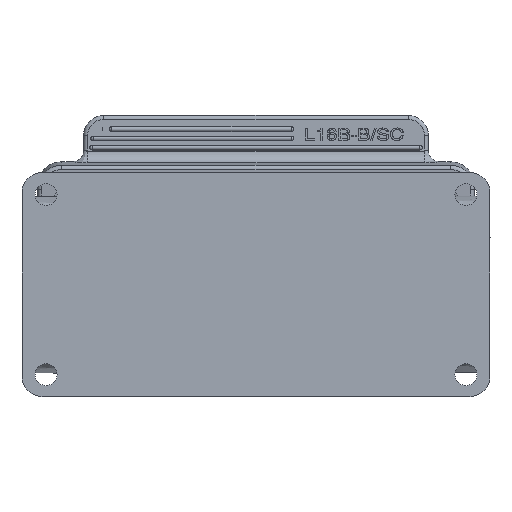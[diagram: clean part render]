
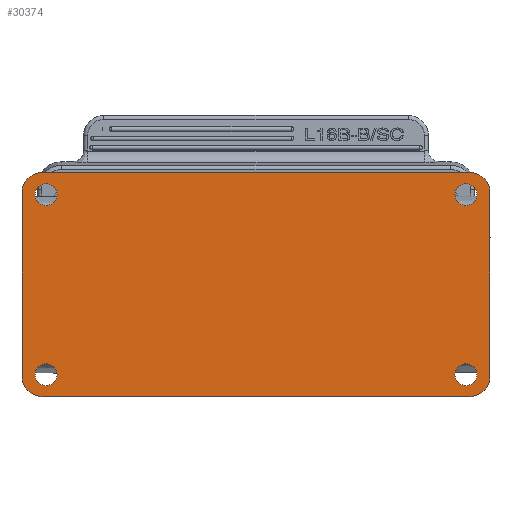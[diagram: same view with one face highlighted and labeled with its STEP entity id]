
A CAD part, front view. The second image highlights one B-rep face of the part: STEP entity #30374.
In plain terms, the highlighted planar face has unit normal (0, -1, 0).
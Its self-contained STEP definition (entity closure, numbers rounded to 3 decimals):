
#7356=DIRECTION('',(0.,0.,-1.));
#7357=VECTOR('',#7356,46.);
#7358=CARTESIAN_POINT('',(118.,0.,-5.));
#7359=LINE('',#7358,#7357);
#7360=CARTESIAN_POINT('',(113.,0.,-51.));
#7361=DIRECTION('',(0.,1.,0.));
#7362=DIRECTION('',(1.,0.,0.));
#7363=AXIS2_PLACEMENT_3D('',#7360,#7361,#7362);
#7365=CARTESIAN_POINT('',(6.,0.,-51.));
#7366=DIRECTION('',(0.,1.,0.));
#7367=DIRECTION('',(0.,0.,-1.));
#7368=AXIS2_PLACEMENT_3D('',#7365,#7366,#7367);
#7370=DIRECTION('',(0.,0.,1.));
#7371=VECTOR('',#7370,46.);
#7372=CARTESIAN_POINT('',(1.,0.,-51.));
#7373=LINE('',#7372,#7371);
#7374=CARTESIAN_POINT('',(6.,0.,-5.));
#7375=DIRECTION('',(0.,1.,0.));
#7376=DIRECTION('',(-1.,0.,0.));
#7377=AXIS2_PLACEMENT_3D('',#7374,#7375,#7376);
#7379=DIRECTION('',(1.,0.,0.));
#7380=VECTOR('',#7379,107.);
#7381=CARTESIAN_POINT('',(6.,0.,0.));
#7382=LINE('',#7381,#7380);
#7383=CARTESIAN_POINT('',(113.,0.,-5.));
#7384=DIRECTION('',(0.,1.,0.));
#7385=DIRECTION('',(0.,0.,1.));
#7386=AXIS2_PLACEMENT_3D('',#7383,#7384,#7385);
#7388=CARTESIAN_POINT('',(7.,0.,-5.5));
#7389=DIRECTION('',(0.,-1.,0.));
#7390=DIRECTION('',(0.,0.,1.));
#7391=AXIS2_PLACEMENT_3D('',#7388,#7389,#7390);
#7393=CARTESIAN_POINT('',(7.,0.,-5.5));
#7394=DIRECTION('',(0.,-1.,0.));
#7395=DIRECTION('',(0.,0.,-1.));
#7396=AXIS2_PLACEMENT_3D('',#7393,#7394,#7395);
#7398=CARTESIAN_POINT('',(7.,0.,-50.5));
#7399=DIRECTION('',(0.,-1.,0.));
#7400=DIRECTION('',(0.,0.,1.));
#7401=AXIS2_PLACEMENT_3D('',#7398,#7399,#7400);
#7403=CARTESIAN_POINT('',(7.,0.,-50.5));
#7404=DIRECTION('',(0.,-1.,0.));
#7405=DIRECTION('',(0.,0.,-1.));
#7406=AXIS2_PLACEMENT_3D('',#7403,#7404,#7405);
#7408=CARTESIAN_POINT('',(112.,0.,-50.5));
#7409=DIRECTION('',(0.,-1.,0.));
#7410=DIRECTION('',(0.,0.,1.));
#7411=AXIS2_PLACEMENT_3D('',#7408,#7409,#7410);
#7413=CARTESIAN_POINT('',(112.,0.,-50.5));
#7414=DIRECTION('',(0.,-1.,0.));
#7415=DIRECTION('',(0.,0.,-1.));
#7416=AXIS2_PLACEMENT_3D('',#7413,#7414,#7415);
#7418=CARTESIAN_POINT('',(112.,0.,-5.5));
#7419=DIRECTION('',(0.,-1.,0.));
#7420=DIRECTION('',(0.,0.,1.));
#7421=AXIS2_PLACEMENT_3D('',#7418,#7419,#7420);
#7423=CARTESIAN_POINT('',(112.,0.,-5.5));
#7424=DIRECTION('',(0.,-1.,0.));
#7425=DIRECTION('',(0.,0.,-1.));
#7426=AXIS2_PLACEMENT_3D('',#7423,#7424,#7425);
#7441=DIRECTION('',(1.,0.,0.));
#7442=VECTOR('',#7441,107.);
#7443=CARTESIAN_POINT('',(6.,0.,-56.));
#7444=LINE('',#7443,#7442);
#12971=CARTESIAN_POINT('',(113.,0.,0.));
#12973=VERTEX_POINT('',#12971);
#12975=CARTESIAN_POINT('',(118.,0.,-5.));
#12977=VERTEX_POINT('',#12975);
#13415=CARTESIAN_POINT('',(112.,0.,-2.75));
#13416=VERTEX_POINT('',#13415);
#13417=CARTESIAN_POINT('',(118.,0.,-51.));
#13418=VERTEX_POINT('',#13417);
#13419=CARTESIAN_POINT('',(113.,0.,-56.));
#13420=VERTEX_POINT('',#13419);
#13421=CARTESIAN_POINT('',(6.,0.,-56.));
#13422=VERTEX_POINT('',#13421);
#13423=CARTESIAN_POINT('',(1.,0.,-51.));
#13424=VERTEX_POINT('',#13423);
#13425=CARTESIAN_POINT('',(1.,0.,-5.));
#13426=VERTEX_POINT('',#13425);
#13427=CARTESIAN_POINT('',(6.,0.,0.));
#13428=VERTEX_POINT('',#13427);
#13429=CARTESIAN_POINT('',(7.,0.,-2.75));
#13430=CARTESIAN_POINT('',(7.,0.,-8.25));
#13431=VERTEX_POINT('',#13429);
#13432=VERTEX_POINT('',#13430);
#13433=CARTESIAN_POINT('',(7.,0.,-47.75));
#13434=CARTESIAN_POINT('',(7.,0.,-53.25));
#13435=VERTEX_POINT('',#13433);
#13436=VERTEX_POINT('',#13434);
#13437=CARTESIAN_POINT('',(112.,0.,-47.75));
#13438=CARTESIAN_POINT('',(112.,0.,-53.25));
#13439=VERTEX_POINT('',#13437);
#13440=VERTEX_POINT('',#13438);
#13441=CARTESIAN_POINT('',(112.,0.,-8.25));
#13442=VERTEX_POINT('',#13441);
#30332=CARTESIAN_POINT('',(59.5,0.,-28.));
#30333=DIRECTION('',(0.,1.,0.));
#30334=DIRECTION('',(0.,0.,1.));
#30335=AXIS2_PLACEMENT_3D('',#30332,#30333,#30334);
#30336=PLANE('',#30335);
#30337=ORIENTED_EDGE('',*,*,#26141,.T.);
#30339=ORIENTED_EDGE('',*,*,#30338,.T.);
#30341=ORIENTED_EDGE('',*,*,#30340,.F.);
#30343=ORIENTED_EDGE('',*,*,#30342,.T.);
#30344=ORIENTED_EDGE('',*,*,#26631,.T.);
#30346=ORIENTED_EDGE('',*,*,#30345,.T.);
#30347=ORIENTED_EDGE('',*,*,#26174,.T.);
#30348=ORIENTED_EDGE('',*,*,#26161,.T.);
#30349=EDGE_LOOP('',(#30337,#30339,#30341,#30343,#30344,#30346,#30347,#30348));
#30350=FACE_OUTER_BOUND('',#30349,.F.);
#30352=ORIENTED_EDGE('',*,*,#30351,.T.);
#30354=ORIENTED_EDGE('',*,*,#30353,.T.);
#30355=EDGE_LOOP('',(#30352,#30354));
#30356=FACE_BOUND('',#30355,.F.);
#30358=ORIENTED_EDGE('',*,*,#30357,.T.);
#30360=ORIENTED_EDGE('',*,*,#30359,.T.);
#30361=EDGE_LOOP('',(#30358,#30360));
#30362=FACE_BOUND('',#30361,.F.);
#30364=ORIENTED_EDGE('',*,*,#30363,.T.);
#30366=ORIENTED_EDGE('',*,*,#30365,.T.);
#30367=EDGE_LOOP('',(#30364,#30366));
#30368=FACE_BOUND('',#30367,.F.);
#30369=ORIENTED_EDGE('',*,*,#30322,.T.);
#30371=ORIENTED_EDGE('',*,*,#30370,.T.);
#30372=EDGE_LOOP('',(#30369,#30371));
#30373=FACE_BOUND('',#30372,.F.);
#7364=CIRCLE('',#7363,5.);
#7369=CIRCLE('',#7368,5.);
#7378=CIRCLE('',#7377,5.);
#7387=CIRCLE('',#7386,5.);
#7392=CIRCLE('',#7391,2.75);
#7397=CIRCLE('',#7396,2.75);
#7402=CIRCLE('',#7401,2.75);
#7407=CIRCLE('',#7406,2.75);
#7412=CIRCLE('',#7411,2.75);
#7417=CIRCLE('',#7416,2.75);
#7422=CIRCLE('',#7421,2.75);
#7427=CIRCLE('',#7426,2.75);
#26141=EDGE_CURVE('',#12977,#13418,#7359,.T.);
#26161=EDGE_CURVE('',#12973,#12977,#7387,.T.);
#26174=EDGE_CURVE('',#13428,#12973,#7382,.T.);
#26631=EDGE_CURVE('',#13424,#13426,#7373,.T.);
#30322=EDGE_CURVE('',#13416,#13442,#7422,.T.);
#30338=EDGE_CURVE('',#13418,#13420,#7364,.T.);
#30340=EDGE_CURVE('',#13422,#13420,#7444,.T.);
#30342=EDGE_CURVE('',#13422,#13424,#7369,.T.);
#30345=EDGE_CURVE('',#13426,#13428,#7378,.T.);
#30351=EDGE_CURVE('',#13431,#13432,#7392,.T.);
#30353=EDGE_CURVE('',#13432,#13431,#7397,.T.);
#30357=EDGE_CURVE('',#13435,#13436,#7402,.T.);
#30359=EDGE_CURVE('',#13436,#13435,#7407,.T.);
#30363=EDGE_CURVE('',#13439,#13440,#7412,.T.);
#30365=EDGE_CURVE('',#13440,#13439,#7417,.T.);
#30370=EDGE_CURVE('',#13442,#13416,#7427,.T.);
#30374=ADVANCED_FACE('',(#30350,#30356,#30362,#30368,#30373),#30336,.F.);
